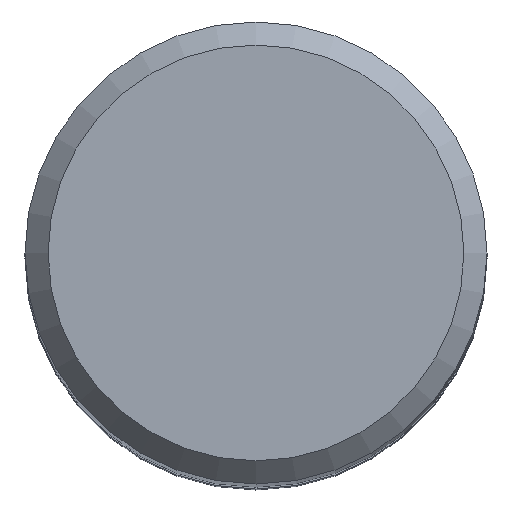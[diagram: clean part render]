
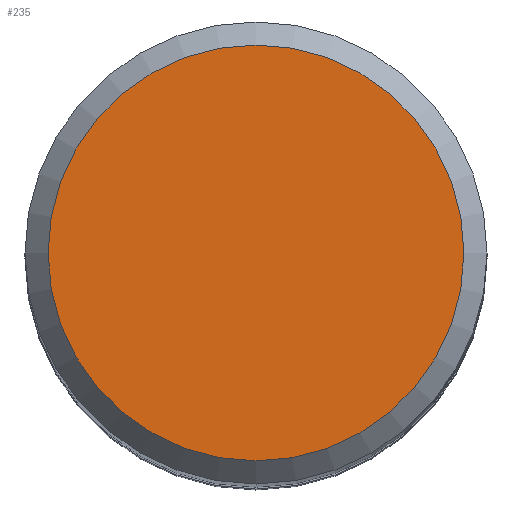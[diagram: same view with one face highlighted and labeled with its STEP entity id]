
A CAD part, top view. The second image highlights one B-rep face of the part: STEP entity #235.
In plain terms, the highlighted planar face has unit normal (0, 0, 1).
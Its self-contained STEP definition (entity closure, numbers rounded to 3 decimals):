
#18 = AXIS2_PLACEMENT_3D ( 'NONE', #179, #99, #177 ) ;
#36 = FACE_OUTER_BOUND ( 'NONE', #167, .T. ) ;
#37 = AXIS2_PLACEMENT_3D ( 'NONE', #70, #236, #148 ) ;
#59 = ORIENTED_EDGE ( 'NONE', *, *, #161, .F. ) ;
#62 = PLANE ( 'NONE',  #18 ) ;
#70 = CARTESIAN_POINT ( 'NONE',  ( 0., 0., 75. ) ) ;
#99 = DIRECTION ( 'NONE',  ( 0., 0., -1. ) ) ;
#147 = VERTEX_POINT ( 'NONE', #233 ) ;
#148 = DIRECTION ( 'NONE',  ( 0., 1., 0. ) ) ;
#161 = EDGE_CURVE ( 'NONE', #147, #147, #210, .T. ) ;
#167 = EDGE_LOOP ( 'NONE', ( #59 ) ) ;
#177 = DIRECTION ( 'NONE',  ( 0., 1., 0. ) ) ;
#179 = CARTESIAN_POINT ( 'NONE',  ( 0., 0., 75. ) ) ;
#210 = CIRCLE ( 'NONE', #37, 4.5 ) ;
#233 = CARTESIAN_POINT ( 'NONE',  ( 0., 4.5, 75. ) ) ;
#235 = ADVANCED_FACE ( 'NONE', ( #36 ), #62, .F. ) ;
#236 = DIRECTION ( 'NONE',  ( 0., 0., -1. ) ) ;
